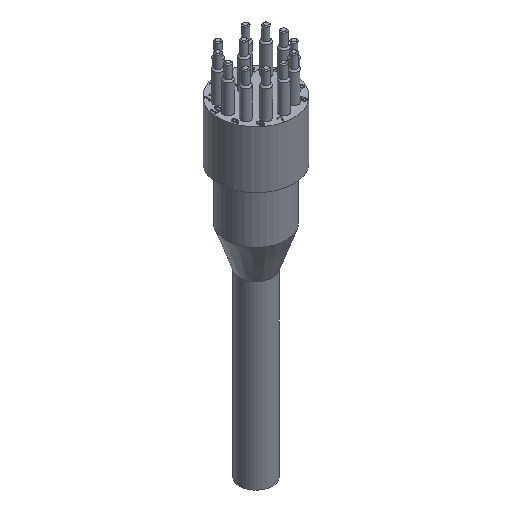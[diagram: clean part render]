
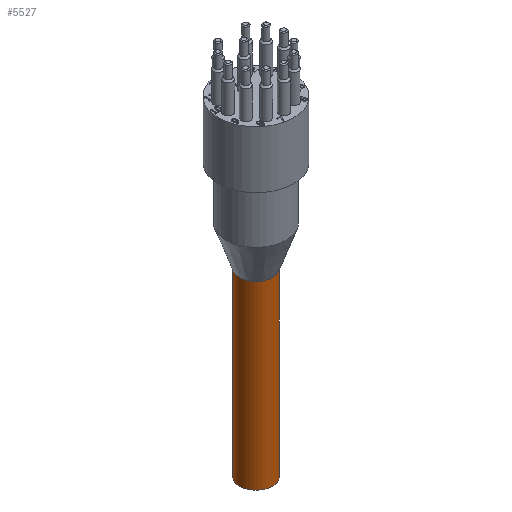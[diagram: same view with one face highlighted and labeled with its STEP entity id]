
A CAD part, isometric view. The second image highlights one B-rep face of the part: STEP entity #5527.
In plain terms, the highlighted cylindrical face has radius 5.5 mm (diameter 11 mm), a full revolution.
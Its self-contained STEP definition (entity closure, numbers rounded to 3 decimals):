
#36=CYLINDRICAL_SURFACE($,#5783,5.5);
#125=CIRCLE($,#5784,5.5);
#126=CIRCLE($,#5785,5.5);
#824=FACE_OUTER_BOUND($,#1314,.T.);
#914=FACE_BOUND($,#1315,.T.);
#1314=EDGE_LOOP($,(#5008));
#1315=EDGE_LOOP($,(#5009));
#2731=VERTEX_POINT($,#10398);
#2732=VERTEX_POINT($,#10400);
#3493=EDGE_CURVE($,#2731,#2731,#125,.T.);
#3494=EDGE_CURVE($,#2732,#2732,#126,.T.);
#5008=ORIENTED_EDGE($,*,*,#3493,.T.);
#5009=ORIENTED_EDGE($,*,*,#3494,.F.);
#5527=ADVANCED_FACE($,(#824,#914),#36,.T.);
#5783=AXIS2_PLACEMENT_3D($,#10397,#6729,#6730);
#5784=AXIS2_PLACEMENT_3D($,#10399,#6731,#6732);
#5785=AXIS2_PLACEMENT_3D($,#10401,#6733,#6734);
#6729=DIRECTION('center_axis',(0.,0.,-1.));
#6730=DIRECTION('ref_axis',(1.,0.,0.));
#6731=DIRECTION('center_axis',(0.,0.,1.));
#6732=DIRECTION('ref_axis',(1.,0.,0.));
#6733=DIRECTION('center_axis',(0.,0.,1.));
#6734=DIRECTION('ref_axis',(1.,0.,0.));
#10397=CARTESIAN_POINT('Origin',(0.,0.,-30.5));
#10398=CARTESIAN_POINT('',(-5.5,0.,-90.5));
#10399=CARTESIAN_POINT('Origin',(0.,0.,-90.5));
#10400=CARTESIAN_POINT('',(5.5,0.,-30.5));
#10401=CARTESIAN_POINT('Origin',(0.,0.,-30.5));
